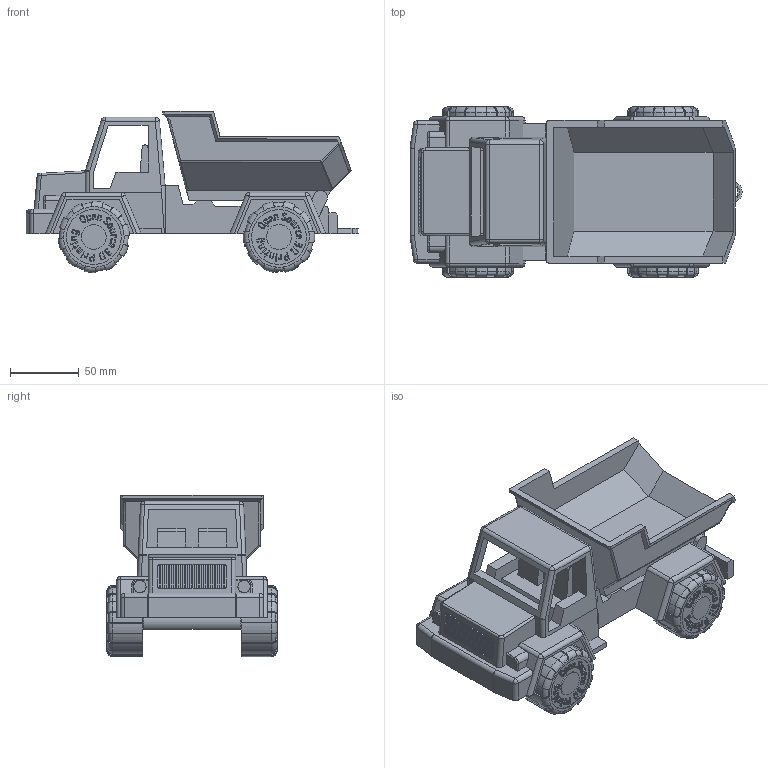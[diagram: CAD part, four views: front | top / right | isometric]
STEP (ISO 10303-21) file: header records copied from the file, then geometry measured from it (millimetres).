
FILE_DESCRIPTION(('STEP AP214'),'1');
FILE_NAME('Dump Truck Assembly.stp','2014-11-11T19:04:49',(' '),(' '),'Spatial InterOp 3D',' ',' ');
FILE_SCHEMA(('automotive_design'));
Length unit declared in the file: millimetre
Products named in the file (7): Hexagon Socket Countersunk Head Screw ISO 10642 - M3 × 20; Wheel; Base; Cab; Flak
Assembly tree (13 placements, depth 2):
  (unnamed)
    Hexagon Socket Countersunk Head Screw ISO 10642 - M3 × 20  x4
    Wheel  x4
    Base  x2
    Cab
    Flak
    Base
Bounding box: 242.01 x 124 x 117.49 mm (x, y, z)
Volume: 840092.3 mm3; surface area: 218656.6 mm2
Topology: 13 solids, 13 shells, 2943 faces, 8062 edges, 5286 vertices
Faces by surface type: extrusion 1316, plane 1165, cylinder 300, torus 82, cone 44, sphere 32, bspline 4
Full cylindrical faces by diameter (mm): 2.8 x4, 3 x8, 3.3 x4, 5 x4, 5.5 x4, 5.54 x4, 9 x2, 10 x1, 14.2 x4, 15.4 x4, 18 x4, 40 x4
Entity records: 46623 total; most frequent: CARTESIAN_POINT 9525, ORIENTED_EDGE 6118, DIRECTION 4737, EDGE_CURVE 3059, VECTOR 2265, VERTEX_POINT 2005, LINE 1936, EDGE_LOOP 1264
